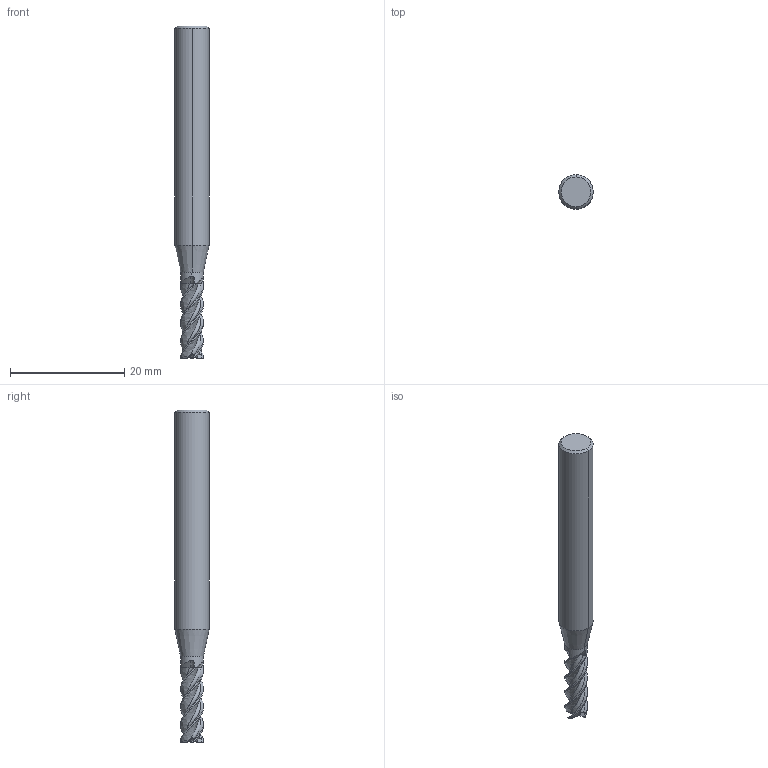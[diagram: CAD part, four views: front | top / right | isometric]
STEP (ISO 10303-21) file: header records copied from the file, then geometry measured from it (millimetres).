
FILE_DESCRIPTION(('no description'),'unknown implementation level');
FILE_NAME('K201523-4X13-Detail.stp',' ',('CIMSOURCE GmbH'),('CADClick - KiM GmbH - www.kimweb.de'),'unknown preprocess','ACIS','unknown authorization');
FILE_SCHEMA(('automotive_design'));
Length unit declared in the file: millimetre
Products named in the file (2): NOCUT; CUT
Bounding box: 6 x 6 x 58 mm (x, y, z)
Volume: 1284.1 mm3; surface area: 1201.5 mm2
Topology: 2 solids, 2 shells, 125 faces, 358 edges, 236 vertices
Faces by surface type: plane 47, bspline 32, cone 20, revolution 16, cylinder 10
Entity records: 19537 total; most frequent: CARTESIAN_POINT 12553, STYLED_ITEM 721, PRESENTATION_STYLE_ASSIGNMENT 721, COLOUR_RGB 721, ORIENTED_EDGE 716, DIRECTION 492, EDGE_CURVE 358, CURVE_STYLE 358
